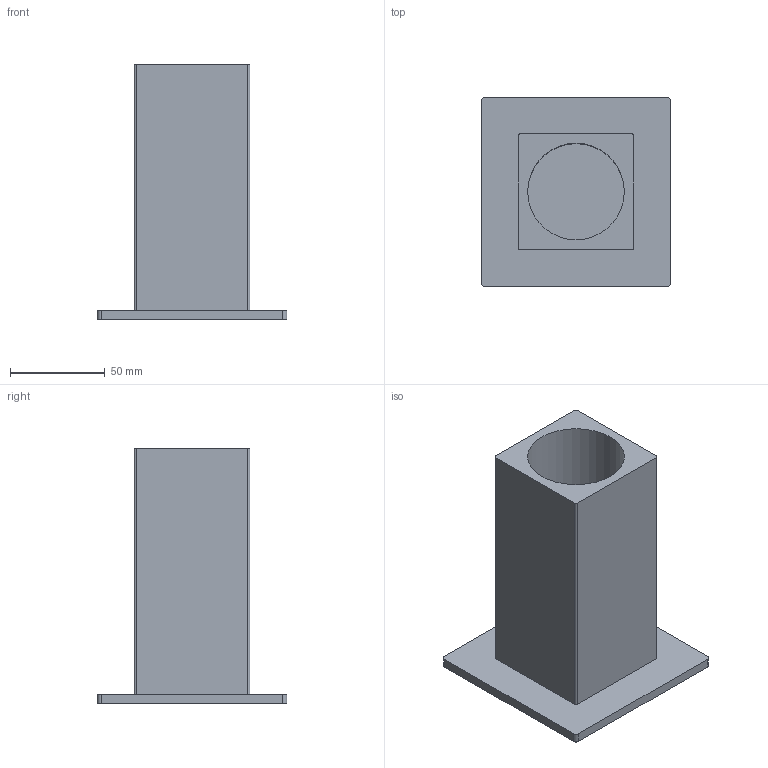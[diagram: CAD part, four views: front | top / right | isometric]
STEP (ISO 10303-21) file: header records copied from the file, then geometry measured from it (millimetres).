
FILE_DESCRIPTION(/* description */ (''),/* implementation_level */ '2;1');
FILE_NAME(/* name */ 'Wilkerson M18-02-BK00B Filter Holder v1.step',/* time_stamp */ '2024-10-05T19:15:46-07:00',/* author */ (''),/* organization */ (''),/* preprocessor_version */ 'ST-DEVELOPER v20',/* originating_system */ 'Autodesk Translation Framework v13.20.0.188',/* authorisation */ '');
FILE_SCHEMA (('AUTOMOTIVE_DESIGN { 1 0 10303 214 3 1 1 }'));
Length unit declared in the file: millimetre
Products named in the file (1): Wilkerson M18-02-BK00B Filter Holder
Bounding box: 100 x 100 x 135 mm (x, y, z)
Volume: 268034.6 mm3; surface area: 74301.5 mm2
Topology: 1 solids, 1 shells, 21 faces, 51 edges, 34 vertices
Faces by surface type: plane 12, cylinder 9
Full cylindrical faces by diameter (mm): 51 x1
Entity records: 656 total; most frequent: DIRECTION 113, CARTESIAN_POINT 107, ORIENTED_EDGE 102, EDGE_CURVE 51, AXIS2_PLACEMENT_3D 40, VERTEX_POINT 34, LINE 33, VECTOR 33
